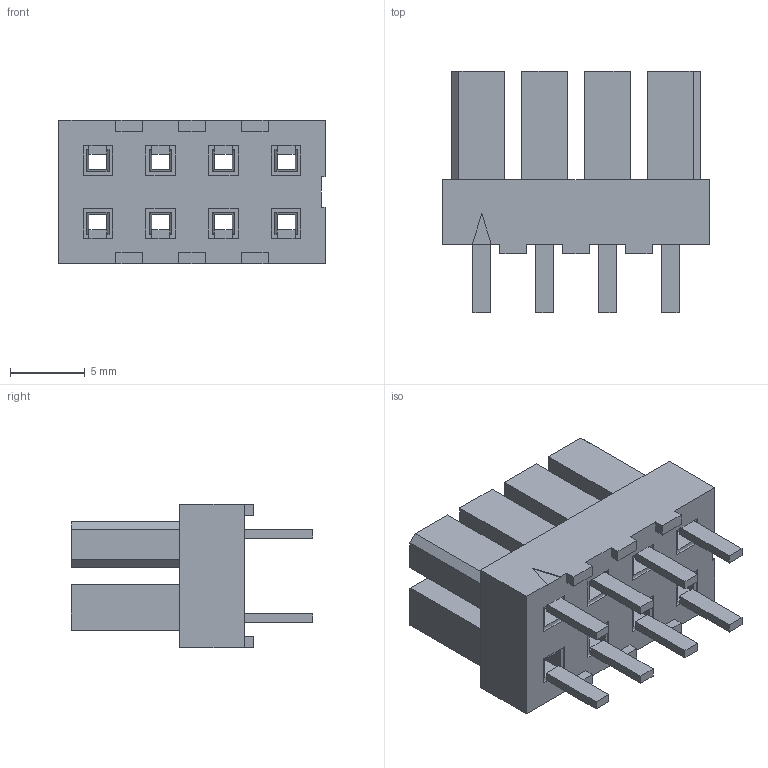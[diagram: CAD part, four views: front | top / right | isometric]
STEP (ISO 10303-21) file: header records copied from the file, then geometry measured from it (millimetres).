
FILE_DESCRIPTION(/* description */ ('STEP AP214'),/* implementation_level */ '2;1');
FILE_NAME(/* name */ 'IPBS-104-01-T-D',/* time_stamp */ '2022-09-28T08:03:34+02:00',/* author */ ('License CC BY-ND 4.0'),/* organization */ ('CADENAS'),/* preprocessor_version */ 'ST-DEVELOPER v18.102',/* originating_system */ 'PARTsolutions',/* authorisation */ ' ');
FILE_SCHEMA (('AUTOMOTIVE_DESIGN {1 0 10303 214 3 1 1}'));
Length unit declared in the file: inch
Products named in the file (3): IPBS-104-01-T-D; C-168-01-04-D; IPBS-104-XX-D_socket
Assembly tree (2 placements, depth 2):
  IPBS-104-01-T-D
    C-168-01-04-D
    IPBS-104-XX-D_socket
Bounding box: 17.78 x 16.13 x 9.6 mm (x, y, z)
Volume: 1686.5 mm3; surface area: 3260.9 mm2
Topology: 2 solids, 2 shells, 273 faces, 711 edges, 458 vertices
Faces by surface type: plane 273
Entity records: 8263 total; most frequent: CARTESIAN_POINT 1445, ORIENTED_EDGE 1422, DIRECTION 1263, EDGE_CURVE 711, LINE 711, VECTOR 711, VERTEX_POINT 458, EDGE_LOOP 321
